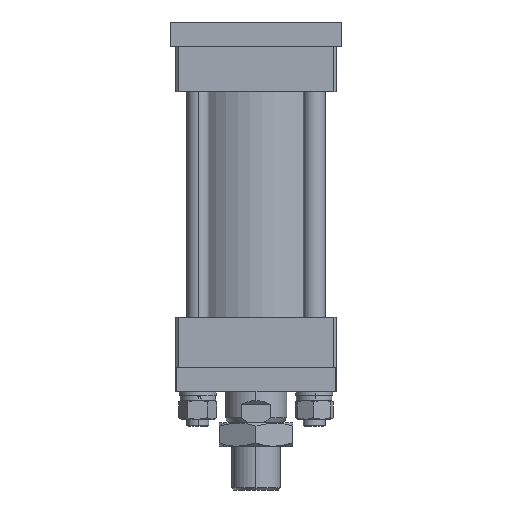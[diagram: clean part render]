
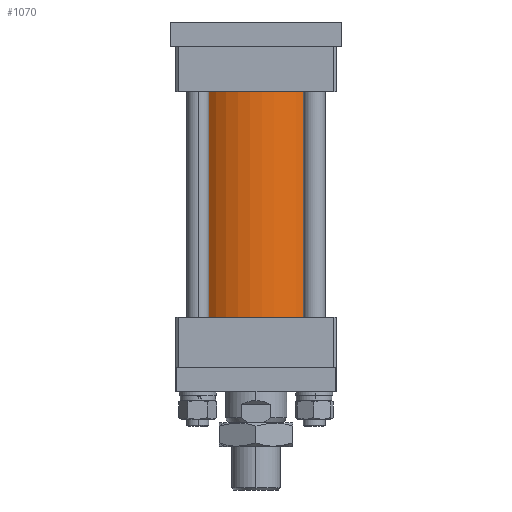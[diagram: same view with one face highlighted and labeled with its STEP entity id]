
A CAD part, left-side view. The second image highlights one B-rep face of the part: STEP entity #1070.
In plain terms, the highlighted cylindrical face has radius 57 mm (diameter 114 mm), a partial arc.
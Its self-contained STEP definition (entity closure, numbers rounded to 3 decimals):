
#1070 = ADVANCED_FACE ( 'NONE', ( #8184 ), #8472, .T. ) ;
#1205 = AXIS2_PLACEMENT_3D ( 'NONE', #5953, #5955, #5957 ) ;
#1669 = VERTEX_POINT ( 'NONE', #3630 ) ;
#1676 = VERTEX_POINT ( 'NONE', #3634 ) ;
#1688 = VERTEX_POINT ( 'NONE', #3635 ) ;
#1722 = VERTEX_POINT ( 'NONE', #3640 ) ;
#1918 = CARTESIAN_POINT ( 'NONE',  ( 0., 0., 92. ) ) ;
#1920 = DIRECTION ( 'NONE',  ( 0., 0., 1. ) ) ;
#1921 = DIRECTION ( 'NONE',  ( 1., 0., 0. ) ) ;
#1936 = CARTESIAN_POINT ( 'NONE',  ( 57., 0., 92. ) ) ;
#1939 = DIRECTION ( 'NONE',  ( 0., 0., -1. ) ) ;
#1942 = CARTESIAN_POINT ( 'NONE',  ( -57., 0., 92. ) ) ;
#1944 = CARTESIAN_POINT ( 'NONE',  ( 0., 0., -92. ) ) ;
#1946 = DIRECTION ( 'NONE',  ( 0., 0., 1. ) ) ;
#1948 = DIRECTION ( 'NONE',  ( 1., 0., 0. ) ) ;
#1952 = DIRECTION ( 'NONE',  ( 0., 0., -1. ) ) ;
#3630 = CARTESIAN_POINT ( 'NONE',  ( 57., 0., -92. ) ) ;
#3634 = CARTESIAN_POINT ( 'NONE',  ( -57., 0., 92. ) ) ;
#3635 = CARTESIAN_POINT ( 'NONE',  ( -57., 0., -92. ) ) ;
#3640 = CARTESIAN_POINT ( 'NONE',  ( 57., 0., 92. ) ) ;
#4769 = EDGE_CURVE ( 'NONE', #1722, #1676, #7793, .T. ) ;
#4773 = EDGE_CURVE ( 'NONE', #1722, #1669, #7832, .T. ) ;
#4774 = EDGE_CURVE ( 'NONE', #1669, #1688, #8036, .T. ) ;
#4776 = EDGE_CURVE ( 'NONE', #1676, #1688, #7996, .T. ) ;
#4962 = AXIS2_PLACEMENT_3D ( 'NONE', #1918, #1920, #1921 ) ;
#4964 = AXIS2_PLACEMENT_3D ( 'NONE', #1944, #1946, #1948 ) ;
#5953 = CARTESIAN_POINT ( 'NONE',  ( 0., 0., 92. ) ) ;
#5955 = DIRECTION ( 'NONE',  ( 0., 0., -1. ) ) ;
#5957 = DIRECTION ( 'NONE',  ( -1., 0., 0. ) ) ;
#6305 = ORIENTED_EDGE ( 'NONE', *, *, #4776, .F. ) ;
#6309 = ORIENTED_EDGE ( 'NONE', *, *, #4774, .T. ) ;
#6312 = ORIENTED_EDGE ( 'NONE', *, *, #4769, .F. ) ;
#6314 = ORIENTED_EDGE ( 'NONE', *, *, #4773, .T. ) ;
#7288 = EDGE_LOOP ( 'NONE', ( #6312, #6314, #6309, #6305 ) ) ;
#7793 = CIRCLE ( 'NONE', #4962, 57. ) ;
#7795 = VECTOR ( 'NONE', #1939, 1000. ) ;
#7832 = LINE ( 'NONE', #1936, #7795 ) ;
#7996 = LINE ( 'NONE', #1942, #7999 ) ;
#7999 = VECTOR ( 'NONE', #1952, 1000. ) ;
#8036 = CIRCLE ( 'NONE', #4964, 57. ) ;
#8184 = FACE_OUTER_BOUND ( 'NONE', #7288, .T. ) ;
#8472 = CYLINDRICAL_SURFACE ( 'NONE', #1205, 57. ) ;
